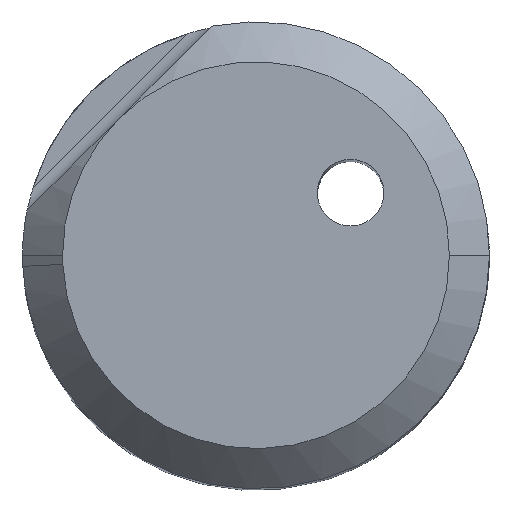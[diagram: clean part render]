
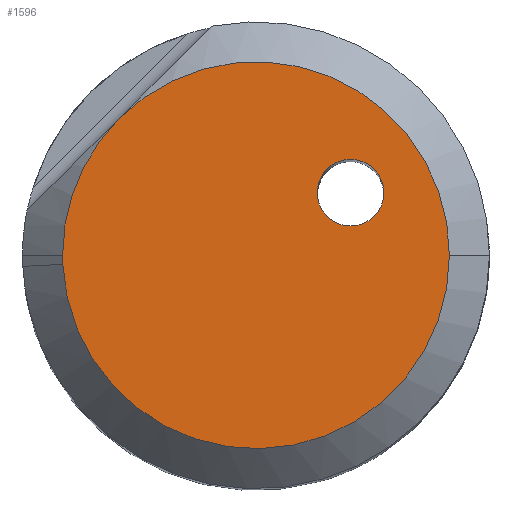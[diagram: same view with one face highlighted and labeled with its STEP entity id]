
A CAD part, top view. The second image highlights one B-rep face of the part: STEP entity #1596.
In plain terms, the highlighted planar face has unit normal (0, 0, 1).
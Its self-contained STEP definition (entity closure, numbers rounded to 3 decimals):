
#1071=AXIS2_PLACEMENT_3D('Circle Axis2P3D',#1069,#1070,$) ;
#1556=AXIS2_PLACEMENT_3D('Plane Axis2P3D',#1553,#1554,#1555) ;
#1560=AXIS2_PLACEMENT_3D('Circle Axis2P3D',#1558,#1559,$) ;
#1569=AXIS2_PLACEMENT_3D('Circle Axis2P3D',#1567,#1568,$) ;
#1576=AXIS2_PLACEMENT_3D('Circle Axis2P3D',#1574,#1575,$) ;
#1583=AXIS2_PLACEMENT_3D('Circle Axis2P3D',#1581,#1582,$) ;
#1035=CARTESIAN_POINT('Vertex',(0.919,0.973,0.)) ;
#1039=CARTESIAN_POINT('Control Point',(1.916,0.904,0.)) ;
#1040=CARTESIAN_POINT('Control Point',(1.906,0.747,0.)) ;
#1041=CARTESIAN_POINT('Control Point',(1.833,0.595,0.)) ;
#1042=CARTESIAN_POINT('Control Point',(1.701,0.479,0.)) ;
#1043=CARTESIAN_POINT('Control Point',(1.379,0.378,0.)) ;
#1044=CARTESIAN_POINT('Control Point',(1.074,0.523,0.)) ;
#1045=CARTESIAN_POINT('Control Point',(0.959,0.655,0.)) ;
#1046=CARTESIAN_POINT('Control Point',(0.908,0.816,0.)) ;
#1047=CARTESIAN_POINT('Control Point',(0.919,0.973,0.)) ;
#1048=CARTESIAN_POINT('Vertex',(1.916,0.904,0.)) ;
#1069=CARTESIAN_POINT('Axis2P3D Location',(1.418,0.938,0.)) ;
#1553=CARTESIAN_POINT('Axis2P3D Location',(0.,0.,0.)) ;
#1558=CARTESIAN_POINT('Axis2P3D Location',(0.,0.,0.)) ;
#1562=CARTESIAN_POINT('Vertex',(-2.051,2.051,0.)) ;
#1564=CARTESIAN_POINT('Vertex',(2.9,0.,0.)) ;
#1567=CARTESIAN_POINT('Axis2P3D Location',(0.,0.,0.)) ;
#1571=CARTESIAN_POINT('Vertex',(-2.9,0.,0.)) ;
#1574=CARTESIAN_POINT('Axis2P3D Location',(0.,0.,0.)) ;
#1578=CARTESIAN_POINT('Vertex',(-2.897,-0.137,0.)) ;
#1581=CARTESIAN_POINT('Axis2P3D Location',(0.,0.,0.)) ;
#1070=DIRECTION('Axis2P3D Direction',(0.,0.,-1.)) ;
#1554=DIRECTION('Axis2P3D Direction',(0.,0.,-1.)) ;
#1555=DIRECTION('Axis2P3D XDirection',(-1.,0.,0.)) ;
#1559=DIRECTION('Axis2P3D Direction',(0.,0.,-1.)) ;
#1568=DIRECTION('Axis2P3D Direction',(0.,0.,-1.)) ;
#1575=DIRECTION('Axis2P3D Direction',(0.,0.,-1.)) ;
#1582=DIRECTION('Axis2P3D Direction',(0.,0.,-1.)) ;
#1587=ORIENTED_EDGE('',*,*,#1566,.F.) ;
#1588=ORIENTED_EDGE('',*,*,#1573,.F.) ;
#1589=ORIENTED_EDGE('',*,*,#1580,.F.) ;
#1590=ORIENTED_EDGE('',*,*,#1585,.F.) ;
#1593=ORIENTED_EDGE('',*,*,#1073,.T.) ;
#1594=ORIENTED_EDGE('',*,*,#1050,.T.) ;
#1595=FACE_BOUND('',#1592,.T.) ;
#1596=ADVANCED_FACE('NOCUT',(#1591,#1595),#1557,.F.) ;
#1038=B_SPLINE_CURVE_WITH_KNOTS('',5,(#1039,#1040,#1041,#1042,#1043,#1044,#1045,#1046,#1047),.UNSPECIFIED.,.F.,.U.,(6,3,6),(-0.785,0.,0.785),.UNSPECIFIED.) ;
#1072=CIRCLE('generated circle',#1071,0.5) ;
#1561=CIRCLE('generated circle',#1560,2.9) ;
#1570=CIRCLE('generated circle',#1569,2.9) ;
#1577=CIRCLE('generated circle',#1576,2.9) ;
#1584=CIRCLE('generated circle',#1583,2.9) ;
#1050=EDGE_CURVE('',#1049,#1036,#1038,.T.) ;
#1073=EDGE_CURVE('',#1036,#1049,#1072,.T.) ;
#1566=EDGE_CURVE('',#1563,#1565,#1561,.T.) ;
#1573=EDGE_CURVE('',#1572,#1563,#1570,.T.) ;
#1580=EDGE_CURVE('',#1579,#1572,#1577,.T.) ;
#1585=EDGE_CURVE('',#1565,#1579,#1584,.T.) ;
#1586=EDGE_LOOP('',(#1587,#1588,#1589,#1590)) ;
#1592=EDGE_LOOP('',(#1593,#1594)) ;
#1591=FACE_OUTER_BOUND('',#1586,.T.) ;
#1557=PLANE('',#1556) ;
#1036=VERTEX_POINT('',#1035) ;
#1049=VERTEX_POINT('',#1048) ;
#1563=VERTEX_POINT('',#1562) ;
#1565=VERTEX_POINT('',#1564) ;
#1572=VERTEX_POINT('',#1571) ;
#1579=VERTEX_POINT('',#1578) ;
